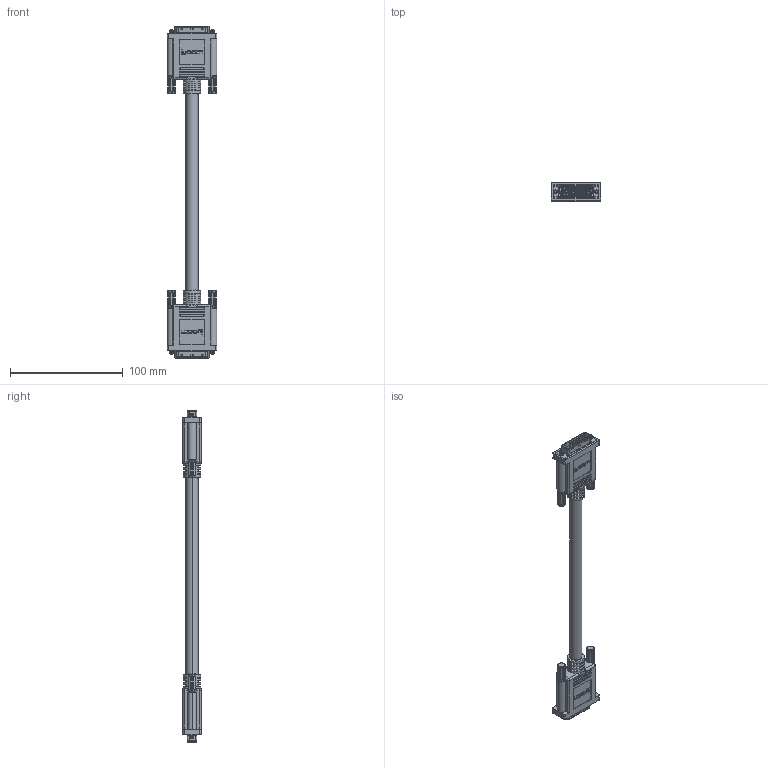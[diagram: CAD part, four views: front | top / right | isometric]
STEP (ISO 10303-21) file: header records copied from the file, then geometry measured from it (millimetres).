
FILE_DESCRIPTION (( 'STEP AP203' ), '1' );
FILE_NAME ('CTLEVCMM.STEP', '2013-02-14T15:56:02', ( 'x' ), ( '' ), 'SwSTEP 2.0', 'SolidWorks 2012', '' );
FILE_SCHEMA (( 'CONFIG_CONTROL_DESIGN' ));
Length unit declared in the file: millimetre
Products named in the file (10): 1AH02-001(EVC 30PIN+5PIN MALE)___; CTLEVCMM; 1AJ09-045(4-40 THUMB SCREW)___; 1AJ06-055 (EVC SCREW HARDWARE)___; MTN-411(SCREW CAP)___; EVC CABLE DIA10.5___; MTN413_New Logo - MALE; EVC  M TYPE OVERMOLDING)_New Logo; MTN-412___; PRE-MOLD(INJECT)___
Assembly tree (13 placements, depth 4):
  CTLEVCMM
    MTN413_New Logo - MALE  x2
      MTN-412___
        1AH02-001(EVC 30PIN+5PIN MALE)___
        PRE-MOLD(INJECT)___
      EVC  M TYPE OVERMOLDING)_New Logo
    EVC CABLE DIA10.5___
    1AJ09-045(4-40 THUMB SCREW)___  x4
      MTN-411(SCREW CAP)___
      1AJ06-055 (EVC SCREW HARDWARE)___
Bounding box: 44.3 x 16 x 294.96 mm (x, y, z)
Volume: 92997.4 mm3; surface area: 43565.4 mm2
Topology: 23 solids, 23 shells, 5848 faces, 14906 edges, 9356 vertices
Faces by surface type: plane 2928, bspline 1496, cylinder 1226, sphere 80, torus 68, cone 50
Entity records: 103127 total; most frequent: CARTESIAN_POINT 47748, ORIENTED_EDGE 12404, DIRECTION 9525, EDGE_CURVE 6202, VECTOR 4183, LINE 4183, VERTEX_POINT 3907, AXIS2_PLACEMENT_3D 2671
